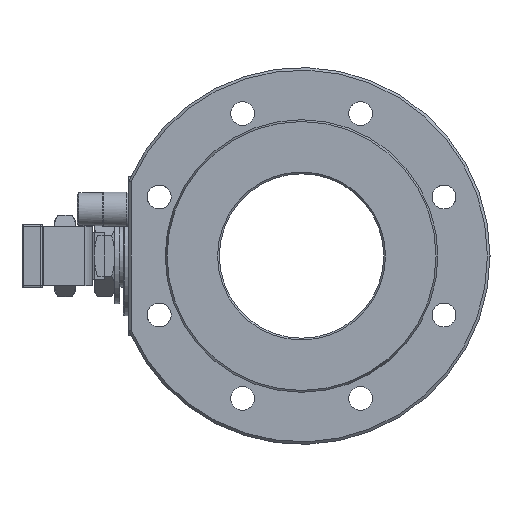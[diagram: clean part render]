
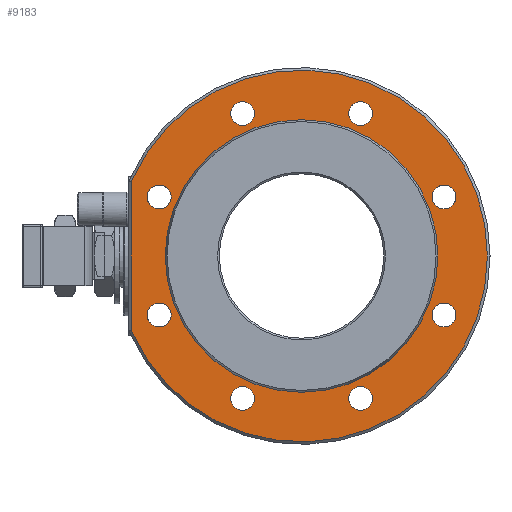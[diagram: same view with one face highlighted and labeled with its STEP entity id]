
A CAD part, left-side view. The second image highlights one B-rep face of the part: STEP entity #9183.
In plain terms, the highlighted planar face has unit normal (-1, 0, 0).
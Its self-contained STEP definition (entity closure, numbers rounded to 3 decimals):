
#67=PLANE('',#9732);
#330=LINE('',#12747,#714);
#714=VECTOR('',#10705,1000.);
#1778=ORIENTED_EDGE('',*,*,#3645,.T.);
#1779=ORIENTED_EDGE('',*,*,#3588,.T.);
#1780=ORIENTED_EDGE('',*,*,#3413,.F.);
#1781=ORIENTED_EDGE('',*,*,#3415,.F.);
#1782=ORIENTED_EDGE('',*,*,#3417,.F.);
#1783=ORIENTED_EDGE('',*,*,#3419,.F.);
#1784=ORIENTED_EDGE('',*,*,#3421,.F.);
#1785=ORIENTED_EDGE('',*,*,#3423,.F.);
#1786=ORIENTED_EDGE('',*,*,#3425,.F.);
#1787=ORIENTED_EDGE('',*,*,#3427,.F.);
#1788=ORIENTED_EDGE('',*,*,#3569,.F.);
#3413=EDGE_CURVE('',#4394,#4394,#5043,.T.);
#3415=EDGE_CURVE('',#4396,#4396,#5045,.T.);
#3417=EDGE_CURVE('',#4398,#4398,#5047,.T.);
#3419=EDGE_CURVE('',#4400,#4400,#5049,.T.);
#3421=EDGE_CURVE('',#4402,#4402,#5051,.T.);
#3423=EDGE_CURVE('',#4404,#4404,#5053,.T.);
#3425=EDGE_CURVE('',#4406,#4406,#5055,.T.);
#3427=EDGE_CURVE('',#4408,#4408,#5057,.T.);
#3569=EDGE_CURVE('',#4546,#4546,#5139,.T.);
#3588=EDGE_CURVE('',#4560,#4561,#5150,.T.);
#3645=EDGE_CURVE('',#4561,#4560,#330,.T.);
#4394=VERTEX_POINT('',#12003);
#4396=VERTEX_POINT('',#12008);
#4398=VERTEX_POINT('',#12013);
#4400=VERTEX_POINT('',#12018);
#4402=VERTEX_POINT('',#12023);
#4404=VERTEX_POINT('',#12028);
#4406=VERTEX_POINT('',#12033);
#4408=VERTEX_POINT('',#12038);
#4546=VERTEX_POINT('',#12558);
#4560=VERTEX_POINT('',#12615);
#4561=VERTEX_POINT('',#12616);
#5043=CIRCLE('',#9513,7.);
#5045=CIRCLE('',#9516,7.);
#5047=CIRCLE('',#9519,7.);
#5049=CIRCLE('',#9522,7.);
#5051=CIRCLE('',#9525,7.);
#5053=CIRCLE('',#9528,7.);
#5055=CIRCLE('',#9531,7.);
#5057=CIRCLE('',#9534,7.);
#5139=CIRCLE('',#9651,79.592);
#5150=CIRCLE('',#9668,108.5);
#5495=EDGE_LOOP('',(#1778,#1779));
#5496=EDGE_LOOP('',(#1780));
#5497=EDGE_LOOP('',(#1781));
#5498=EDGE_LOOP('',(#1782));
#5499=EDGE_LOOP('',(#1783));
#5500=EDGE_LOOP('',(#1784));
#5501=EDGE_LOOP('',(#1785));
#5502=EDGE_LOOP('',(#1786));
#5503=EDGE_LOOP('',(#1787));
#5504=EDGE_LOOP('',(#1788));
#5993=FACE_BOUND('',#5495,.T.);
#5994=FACE_BOUND('',#5496,.T.);
#5995=FACE_BOUND('',#5497,.T.);
#5996=FACE_BOUND('',#5498,.T.);
#5997=FACE_BOUND('',#5499,.T.);
#5998=FACE_BOUND('',#5500,.T.);
#5999=FACE_BOUND('',#5501,.T.);
#6000=FACE_BOUND('',#5502,.T.);
#6001=FACE_BOUND('',#5503,.T.);
#6002=FACE_BOUND('',#5504,.T.);
#9183=ADVANCED_FACE('',(#5993,#5994,#5995,#5996,#5997,#5998,#5999,#6000,
#6001,#6002),#67,.F.);
#9513=AXIS2_PLACEMENT_3D('',#12002,#10225,#10226);
#9516=AXIS2_PLACEMENT_3D('',#12007,#10231,#10232);
#9519=AXIS2_PLACEMENT_3D('',#12012,#10237,#10238);
#9522=AXIS2_PLACEMENT_3D('',#12017,#10243,#10244);
#9525=AXIS2_PLACEMENT_3D('',#12022,#10249,#10250);
#9528=AXIS2_PLACEMENT_3D('',#12027,#10255,#10256);
#9531=AXIS2_PLACEMENT_3D('',#12032,#10261,#10262);
#9534=AXIS2_PLACEMENT_3D('',#12037,#10267,#10268);
#9651=AXIS2_PLACEMENT_3D('',#12557,#10517,#10518);
#9668=AXIS2_PLACEMENT_3D('',#12614,#10553,#10554);
#9732=AXIS2_PLACEMENT_3D('',#12752,#10712,#10713);
#10225=DIRECTION('',(-1.,0.,0.));
#10226=DIRECTION('',(0.,0.,1.));
#10231=DIRECTION('',(-1.,0.,0.));
#10232=DIRECTION('',(0.,0.,1.));
#10237=DIRECTION('',(-1.,0.,0.));
#10238=DIRECTION('',(0.,0.,1.));
#10243=DIRECTION('',(-1.,0.,0.));
#10244=DIRECTION('',(0.,0.,1.));
#10249=DIRECTION('',(-1.,0.,0.));
#10250=DIRECTION('',(0.,0.,1.));
#10255=DIRECTION('',(-1.,0.,0.));
#10256=DIRECTION('',(0.,0.,1.));
#10261=DIRECTION('',(-1.,0.,0.));
#10262=DIRECTION('',(0.,0.,1.));
#10267=DIRECTION('',(-1.,0.,0.));
#10268=DIRECTION('',(0.,0.,1.));
#10517=DIRECTION('',(-1.,0.,0.));
#10518=DIRECTION('',(0.,0.,1.));
#10553=DIRECTION('',(-1.,0.,0.));
#10554=DIRECTION('',(0.,0.,-1.));
#10705=DIRECTION('',(0.,0.,-1.));
#10712=DIRECTION('',(1.,0.,0.));
#10713=DIRECTION('',(0.,1.,0.));
#12002=CARTESIAN_POINT('',(-67.,34.442,83.149));
#12003=CARTESIAN_POINT('',(-67.,34.442,90.149));
#12007=CARTESIAN_POINT('',(-67.,83.149,34.442));
#12008=CARTESIAN_POINT('',(-67.,83.149,41.442));
#12012=CARTESIAN_POINT('',(-67.,83.149,-34.442));
#12013=CARTESIAN_POINT('',(-67.,83.149,-27.442));
#12017=CARTESIAN_POINT('',(-67.,34.442,-83.149));
#12018=CARTESIAN_POINT('',(-67.,34.442,-76.149));
#12022=CARTESIAN_POINT('',(-67.,-34.442,-83.149));
#12023=CARTESIAN_POINT('',(-67.,-34.442,-76.149));
#12027=CARTESIAN_POINT('',(-67.,-83.149,-34.442));
#12028=CARTESIAN_POINT('',(-67.,-83.149,-27.442));
#12032=CARTESIAN_POINT('',(-67.,-83.149,34.442));
#12033=CARTESIAN_POINT('',(-67.,-83.149,41.442));
#12037=CARTESIAN_POINT('',(-67.,-34.442,83.149));
#12038=CARTESIAN_POINT('',(-67.,-34.442,90.149));
#12557=CARTESIAN_POINT('',(-67.,0.,0.));
#12558=CARTESIAN_POINT('',(-67.,0.,79.592));
#12614=CARTESIAN_POINT('',(-67.,0.,0.));
#12615=CARTESIAN_POINT('',(-67.,99.5,-43.267));
#12616=CARTESIAN_POINT('',(-67.,99.5,43.267));
#12747=CARTESIAN_POINT('',(-67.,99.5,0.));
#12752=CARTESIAN_POINT('',(-67.,-110.,0.));
